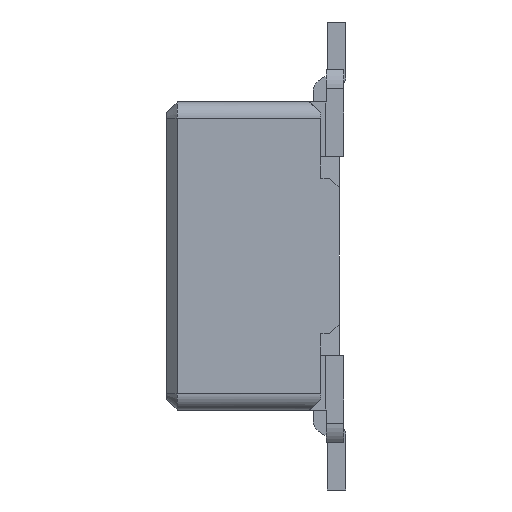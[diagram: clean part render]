
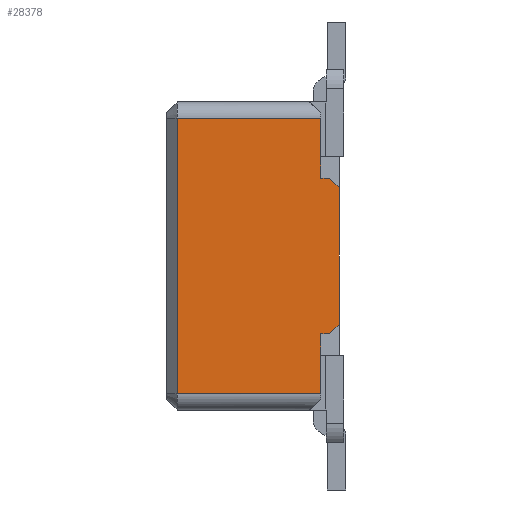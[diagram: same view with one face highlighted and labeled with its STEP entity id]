
A CAD part, left-side view. The second image highlights one B-rep face of the part: STEP entity #28378.
In plain terms, the highlighted planar face has unit normal (-1, 0, 0).
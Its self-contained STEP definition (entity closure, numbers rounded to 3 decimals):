
#1=DIRECTION('',(0.,0.,-1.));
#2=VECTOR('',#1,0.55);
#3=CARTESIAN_POINT('',(-6.375,0.17,1.265));
#4=LINE('',#3,#2);
#5=DIRECTION('',(0.,1.,0.));
#6=VECTOR('',#5,0.08);
#7=CARTESIAN_POINT('',(-6.375,0.09,0.715));
#8=LINE('',#7,#6);
#9=DIRECTION('',(0.,0.,-1.));
#10=VECTOR('',#9,1.25);
#11=CARTESIAN_POINT('',(-6.375,0.,0.625));
#12=LINE('',#11,#10);
#13=DIRECTION('',(0.,1.,0.));
#14=VECTOR('',#13,0.08);
#15=CARTESIAN_POINT('',(-6.375,0.09,-0.715));
#16=LINE('',#15,#14);
#17=DIRECTION('',(0.,0.,1.));
#18=VECTOR('',#17,0.55);
#19=CARTESIAN_POINT('',(-6.375,0.17,-1.265));
#20=LINE('',#19,#18);
#21=DIRECTION('',(0.,-1.,0.));
#22=VECTOR('',#21,1.32);
#23=CARTESIAN_POINT('',(-6.375,1.49,-1.265));
#24=LINE('',#23,#22);
#93=DIRECTION('',(0.,0.707,-0.707));
#94=VECTOR('',#93,0.127);
#95=CARTESIAN_POINT('',(-6.375,0.,-0.625));
#96=LINE('',#95,#94);
#20101=DIRECTION('',(0.,1.,0.));
#20102=VECTOR('',#20101,1.32);
#20103=CARTESIAN_POINT('',(-6.375,0.17,1.265));
#20104=LINE('',#20103,#20102);
#21265=DIRECTION('',(0.,0.,1.));
#21266=VECTOR('',#21265,2.53);
#21267=CARTESIAN_POINT('',(-6.375,1.49,-1.265));
#21268=LINE('',#21267,#21266);
#21345=DIRECTION('',(0.,0.707,0.707));
#21346=VECTOR('',#21345,0.127);
#21347=CARTESIAN_POINT('',(-6.375,0.,0.625));
#21348=LINE('',#21347,#21346);
#21585=CARTESIAN_POINT('',(-6.375,0.17,0.715));
#21586=VERTEX_POINT('',#21585);
#21591=CARTESIAN_POINT('',(-6.375,0.17,-0.715));
#21592=VERTEX_POINT('',#21591);
#21614=CARTESIAN_POINT('',(-6.375,0.,-0.625));
#21616=VERTEX_POINT('',#21614);
#21618=CARTESIAN_POINT('',(-6.375,0.09,-0.715));
#21620=VERTEX_POINT('',#21618);
#21621=CARTESIAN_POINT('',(-6.375,0.,0.625));
#21623=VERTEX_POINT('',#21621);
#21625=CARTESIAN_POINT('',(-6.375,0.09,0.715));
#21627=VERTEX_POINT('',#21625);
#22138=CARTESIAN_POINT('',(-6.375,0.17,-1.265));
#22140=VERTEX_POINT('',#22138);
#22145=CARTESIAN_POINT('',(-6.375,0.17,1.265));
#22146=VERTEX_POINT('',#22145);
#22179=CARTESIAN_POINT('',(-6.375,1.49,1.265));
#22180=VERTEX_POINT('',#22179);
#22183=CARTESIAN_POINT('',(-6.375,1.49,-1.265));
#22184=VERTEX_POINT('',#22183);
#28351=CARTESIAN_POINT('',(-6.375,0.,0.));
#28352=DIRECTION('',(1.,0.,0.));
#28353=DIRECTION('',(0.,0.,-1.));
#28354=AXIS2_PLACEMENT_3D('',#28351,#28352,#28353);
#28355=PLANE('',#28354);
#28357=ORIENTED_EDGE('',*,*,#28356,.F.);
#28359=ORIENTED_EDGE('',*,*,#28358,.T.);
#28361=ORIENTED_EDGE('',*,*,#28360,.F.);
#28363=ORIENTED_EDGE('',*,*,#28362,.T.);
#28365=ORIENTED_EDGE('',*,*,#28364,.F.);
#28367=ORIENTED_EDGE('',*,*,#28366,.F.);
#28369=ORIENTED_EDGE('',*,*,#28368,.T.);
#28371=ORIENTED_EDGE('',*,*,#28370,.T.);
#28373=ORIENTED_EDGE('',*,*,#28372,.T.);
#28375=ORIENTED_EDGE('',*,*,#28374,.F.);
#28376=EDGE_LOOP('',(#28357,#28359,#28361,#28363,#28365,#28367,#28369,#28371,
#28373,#28375));
#28377=FACE_OUTER_BOUND('',#28376,.F.);
#28378=ADVANCED_FACE('',(#28377),#28355,.F.);
#28356=EDGE_CURVE('',#22184,#22140,#24,.T.);
#28358=EDGE_CURVE('',#22184,#22180,#21268,.T.);
#28360=EDGE_CURVE('',#22146,#22180,#20104,.T.);
#28362=EDGE_CURVE('',#22146,#21586,#4,.T.);
#28364=EDGE_CURVE('',#21627,#21586,#8,.T.);
#28366=EDGE_CURVE('',#21623,#21627,#21348,.T.);
#28368=EDGE_CURVE('',#21623,#21616,#12,.T.);
#28370=EDGE_CURVE('',#21616,#21620,#96,.T.);
#28372=EDGE_CURVE('',#21620,#21592,#16,.T.);
#28374=EDGE_CURVE('',#22140,#21592,#20,.T.);
